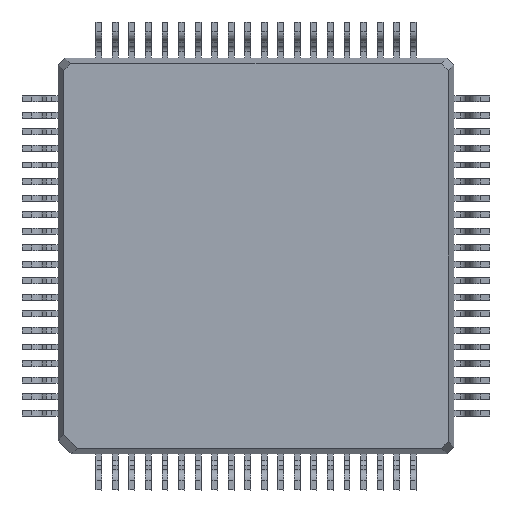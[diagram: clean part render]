
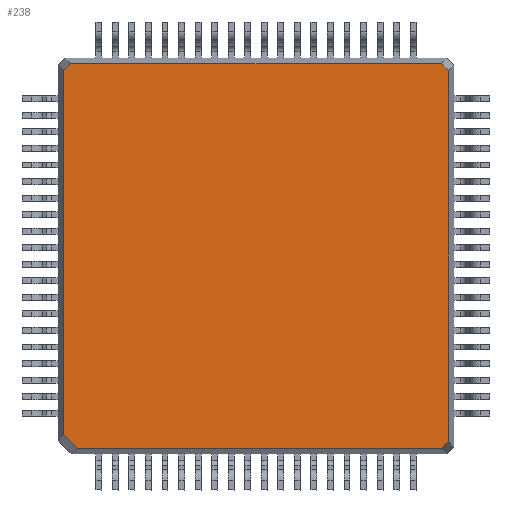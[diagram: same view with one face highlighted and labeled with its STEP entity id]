
A CAD part, front view. The second image highlights one B-rep face of the part: STEP entity #238.
In plain terms, the highlighted planar face has unit normal (0, -1, 0).
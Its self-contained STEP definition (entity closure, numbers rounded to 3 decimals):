
#3 = ORIENTED_EDGE ( 'NONE', *, *, #260, .T. ) ;
#72 = VECTOR ( 'NONE', #1866, 1000. ) ;
#199 = CARTESIAN_POINT ( 'NONE',  ( 5.812, -0.7, 0. ) ) ;
#209 = LINE ( 'NONE', #1737, #215 ) ;
#215 = VECTOR ( 'NONE', #1469, 1000. ) ;
#238 = ADVANCED_FACE ( 'NONE', ( #1136 ), #3014, .T. ) ;
#260 = EDGE_CURVE ( 'NONE', #1537, #620, #684, .T. ) ;
#262 = VERTEX_POINT ( 'NONE', #2405 ) ;
#271 = CARTESIAN_POINT ( 'NONE',  ( 5.812, -0.7, 5.606 ) ) ;
#336 = VERTEX_POINT ( 'NONE', #2925 ) ;
#345 = EDGE_CURVE ( 'NONE', #1369, #2131, #209, .T. ) ;
#361 = CARTESIAN_POINT ( 'NONE',  ( 5.606, -0.7, 5.812 ) ) ;
#406 = LINE ( 'NONE', #199, #72 ) ;
#418 = DIRECTION ( 'NONE',  ( -0.707, 0., 0.707 ) ) ;
#430 = DIRECTION ( 'NONE',  ( 0.707, 0., -0.707 ) ) ;
#436 = LINE ( 'NONE', #2851, #949 ) ;
#598 = LINE ( 'NONE', #613, #1956 ) ;
#613 = CARTESIAN_POINT ( 'NONE',  ( 5.606, -0.7, -5.812 ) ) ;
#620 = VERTEX_POINT ( 'NONE', #2239 ) ;
#631 = ORIENTED_EDGE ( 'NONE', *, *, #1664, .T. ) ;
#684 = LINE ( 'NONE', #1676, #1243 ) ;
#706 = VERTEX_POINT ( 'NONE', #1740 ) ;
#738 = CARTESIAN_POINT ( 'NONE',  ( 5.606, -0.7, -5.812 ) ) ;
#762 = DIRECTION ( 'NONE',  ( 0., 0., -1. ) ) ;
#883 = ORIENTED_EDGE ( 'NONE', *, *, #345, .T. ) ;
#932 = DIRECTION ( 'NONE',  ( 0., -1., 0. ) ) ;
#946 = DIRECTION ( 'NONE',  ( -1., 0., 0. ) ) ;
#949 = VECTOR ( 'NONE', #418, 1000. ) ;
#999 = CARTESIAN_POINT ( 'NONE',  ( -5.812, -0.7, 0. ) ) ;
#1136 = FACE_OUTER_BOUND ( 'NONE', #2989, .T. ) ;
#1243 = VECTOR ( 'NONE', #946, 1000. ) ;
#1247 = AXIS2_PLACEMENT_3D ( 'NONE', #2431, #932, #2846 ) ;
#1360 = VECTOR ( 'NONE', #430, 1000. ) ;
#1369 = VERTEX_POINT ( 'NONE', #1751 ) ;
#1469 = DIRECTION ( 'NONE',  ( 1., 0., 0. ) ) ;
#1496 = EDGE_CURVE ( 'NONE', #2131, #336, #598, .T. ) ;
#1537 = VERTEX_POINT ( 'NONE', #361 ) ;
#1572 = DIRECTION ( 'NONE',  ( 0.707, 0., 0.707 ) ) ;
#1640 = EDGE_CURVE ( 'NONE', #2201, #1537, #436, .T. ) ;
#1660 = CARTESIAN_POINT ( 'NONE',  ( -5.606, -0.7, 5.812 ) ) ;
#1664 = EDGE_CURVE ( 'NONE', #336, #2201, #406, .T. ) ;
#1675 = ORIENTED_EDGE ( 'NONE', *, *, #1997, .T. ) ;
#1676 = CARTESIAN_POINT ( 'NONE',  ( 0., -0.7, 5.812 ) ) ;
#1686 = LINE ( 'NONE', #2198, #1360 ) ;
#1687 = LINE ( 'NONE', #999, #1908 ) ;
#1737 = CARTESIAN_POINT ( 'NONE',  ( 0., -0.7, -5.812 ) ) ;
#1740 = CARTESIAN_POINT ( 'NONE',  ( -5.812, -0.7, -5.399 ) ) ;
#1751 = CARTESIAN_POINT ( 'NONE',  ( -5.399, -0.7, -5.812 ) ) ;
#1783 = ORIENTED_EDGE ( 'NONE', *, *, #3029, .T. ) ;
#1866 = DIRECTION ( 'NONE',  ( 0., 0., 1. ) ) ;
#1908 = VECTOR ( 'NONE', #762, 1000. ) ;
#1956 = VECTOR ( 'NONE', #1572, 1000. ) ;
#1997 = EDGE_CURVE ( 'NONE', #620, #262, #2803, .T. ) ;
#2113 = EDGE_CURVE ( 'NONE', #262, #706, #1687, .T. ) ;
#2131 = VERTEX_POINT ( 'NONE', #738 ) ;
#2149 = DIRECTION ( 'NONE',  ( -0.707, 0., -0.707 ) ) ;
#2198 = CARTESIAN_POINT ( 'NONE',  ( -5.812, -0.7, -5.399 ) ) ;
#2201 = VERTEX_POINT ( 'NONE', #271 ) ;
#2239 = CARTESIAN_POINT ( 'NONE',  ( -5.606, -0.7, 5.812 ) ) ;
#2405 = CARTESIAN_POINT ( 'NONE',  ( -5.812, -0.7, 5.606 ) ) ;
#2431 = CARTESIAN_POINT ( 'NONE',  ( 0., -0.7, 0. ) ) ;
#2529 = ORIENTED_EDGE ( 'NONE', *, *, #2113, .T. ) ;
#2571 = VECTOR ( 'NONE', #2149, 1000. ) ;
#2789 = ORIENTED_EDGE ( 'NONE', *, *, #1640, .T. ) ;
#2803 = LINE ( 'NONE', #1660, #2571 ) ;
#2838 = ORIENTED_EDGE ( 'NONE', *, *, #1496, .T. ) ;
#2846 = DIRECTION ( 'NONE',  ( 0., 0., -1. ) ) ;
#2851 = CARTESIAN_POINT ( 'NONE',  ( 5.812, -0.7, 5.606 ) ) ;
#2925 = CARTESIAN_POINT ( 'NONE',  ( 5.812, -0.7, -5.606 ) ) ;
#2989 = EDGE_LOOP ( 'NONE', ( #2838, #631, #2789, #3, #1675, #2529, #1783, #883 ) ) ;
#3014 = PLANE ( 'NONE',  #1247 ) ;
#3029 = EDGE_CURVE ( 'NONE', #706, #1369, #1686, .T. ) ;
